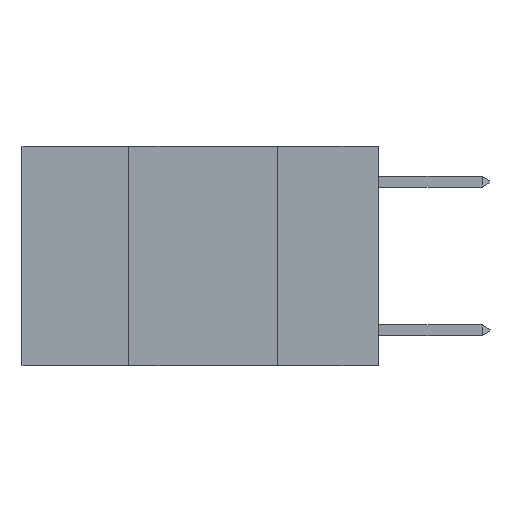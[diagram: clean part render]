
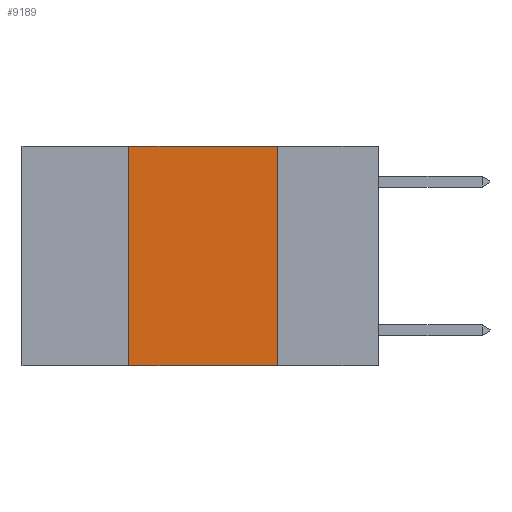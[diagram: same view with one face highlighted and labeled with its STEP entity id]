
A CAD part, left-side view. The second image highlights one B-rep face of the part: STEP entity #9189.
In plain terms, the highlighted planar face has unit normal (-1, 0, 0).
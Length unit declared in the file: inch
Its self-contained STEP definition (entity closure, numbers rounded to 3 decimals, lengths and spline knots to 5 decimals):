
#67 = DIRECTION ( 'NONE',  ( 0., 0., -1. ) ) ;
#79 = DIRECTION ( 'NONE',  ( 1., 0., 0. ) ) ;
#91 = PLANE ( 'NONE',  #4870 ) ;
#101 = VECTOR ( 'NONE', #11204, 39.37008 ) ;
#149 = LINE ( 'NONE', #11308, #101 ) ;
#185 = CARTESIAN_POINT ( 'NONE',  ( 0., 0.6, 0. ) ) ;
#257 = LINE ( 'NONE', #5403, #10317 ) ;
#294 = ORIENTED_EDGE ( 'NONE', *, *, #11263, .F. ) ;
#2017 = VERTEX_POINT ( 'NONE', #10336 ) ;
#2574 = LINE ( 'NONE', #7725, #2654 ) ;
#2654 = VECTOR ( 'NONE', #8649, 39.37008 ) ;
#2761 = EDGE_CURVE ( 'NONE', #3861, #2017, #257, .T. ) ;
#3850 = CARTESIAN_POINT ( 'NONE',  ( 0., 0.17, -0.37 ) ) ;
#3861 = VERTEX_POINT ( 'NONE', #4557 ) ;
#3909 = VECTOR ( 'NONE', #7883, 39.37008 ) ;
#3920 = LINE ( 'NONE', #7849, #3909 ) ;
#4557 = CARTESIAN_POINT ( 'NONE',  ( 0., 0.42, 0. ) ) ;
#4870 = AXIS2_PLACEMENT_3D ( 'NONE', #185, #79, #67 ) ;
#4889 = ORIENTED_EDGE ( 'NONE', *, *, #7583, .T. ) ;
#5362 = DIRECTION ( 'NONE',  ( 0., -1., 0. ) ) ;
#5403 = CARTESIAN_POINT ( 'NONE',  ( 0., 0.6, 0. ) ) ;
#7002 = EDGE_LOOP ( 'NONE', ( #11121, #11620, #294, #4889 ) ) ;
#7583 = EDGE_CURVE ( 'NONE', #9248, #11049, #149, .T. ) ;
#7650 = FACE_OUTER_BOUND ( 'NONE', #7002, .T. ) ;
#7725 = CARTESIAN_POINT ( 'NONE',  ( 0., 0.42, 0. ) ) ;
#7849 = CARTESIAN_POINT ( 'NONE',  ( 0., 0.17, 0. ) ) ;
#7883 = DIRECTION ( 'NONE',  ( 0., 0., -1. ) ) ;
#8649 = DIRECTION ( 'NONE',  ( 0., 0., 1. ) ) ;
#9189 = ADVANCED_FACE ( 'NONE', ( #7650 ), #91, .F. ) ;
#9248 = VERTEX_POINT ( 'NONE', #10756 ) ;
#10317 = VECTOR ( 'NONE', #5362, 39.37008 ) ;
#10336 = CARTESIAN_POINT ( 'NONE',  ( 0., 0.17, 0. ) ) ;
#10661 = EDGE_CURVE ( 'NONE', #2017, #11049, #3920, .T. ) ;
#10756 = CARTESIAN_POINT ( 'NONE',  ( 0., 0.42, -0.37 ) ) ;
#11049 = VERTEX_POINT ( 'NONE', #3850 ) ;
#11121 = ORIENTED_EDGE ( 'NONE', *, *, #10661, .F. ) ;
#11204 = DIRECTION ( 'NONE',  ( 0., -1., 0. ) ) ;
#11263 = EDGE_CURVE ( 'NONE', #9248, #3861, #2574, .T. ) ;
#11308 = CARTESIAN_POINT ( 'NONE',  ( 0., 0.6, -0.37 ) ) ;
#11620 = ORIENTED_EDGE ( 'NONE', *, *, #2761, .F. ) ;
